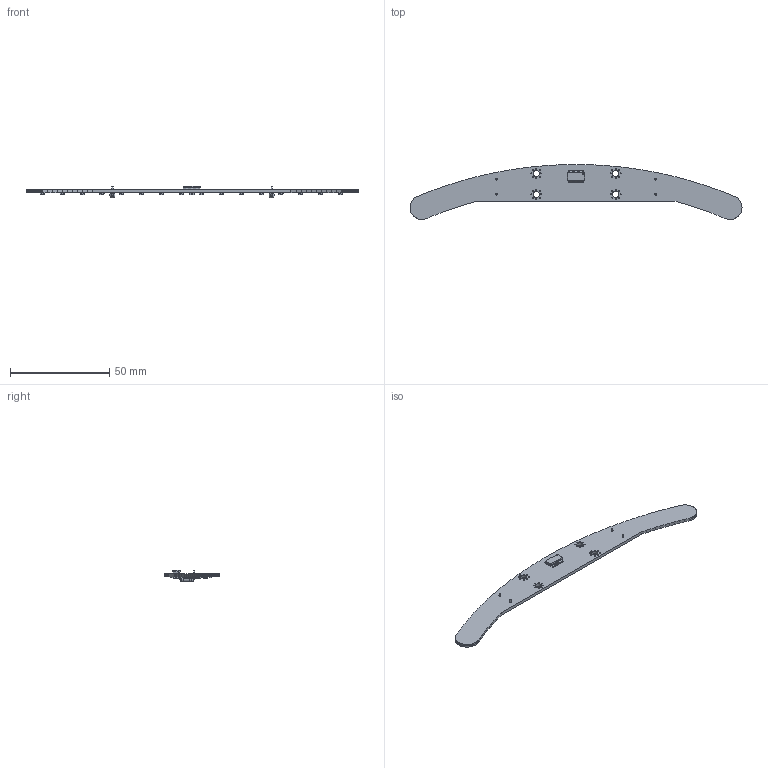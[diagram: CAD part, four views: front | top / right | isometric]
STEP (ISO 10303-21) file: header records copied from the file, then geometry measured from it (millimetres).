
FILE_DESCRIPTION(('KiCad electronic assembly'),'2;1');
FILE_NAME('SmSemProject-FrontBoard.step','2024-01-08T08:51:33',('Pcbnew' ),('Kicad'),'Open CASCADE STEP processor 7.6', 'KiCad to STEP converter','Unknown');
FILE_SCHEMA(('AUTOMOTIVE_DESIGN { 1 0 10303 214 1 1 1 1 }'));
Length unit declared in the file: millimetre
Products named in the file (12): SmSemProject-FrontBoard 1; MAX11643EEG+; COMPOUND; VCNT2020; SOLID; R_0603_1608Metric; C_0603_1608Metric; R_Axial_DIN0207_L6.3mm_D2.5mm_P7.62mm_Horizontal; PCB
Assembly tree (59 placements, depth 3):
  SmSemProject-FrontBoard 1
    MAX11643EEG+
      COMPOUND
    VCNT2020  x16
      SOLID
    R_0603_1608Metric  x32
      SOLID
    C_0603_1608Metric  x2
      SOLID
    R_Axial_DIN0207_L6.3mm_D2.5mm_P7.62mm_Horizontal  x2
      SOLID
    PCB
Bounding box: 166.93 x 27.62 x 5.95 mm (x, y, z)
Volume: 4056.5 mm3; surface area: 6268.8 mm2
Topology: 78 solids, 78 shells, 2347 faces, 6414 edges, 4268 vertices
Faces by surface type: plane 1544, cylinder 667, bspline 128, torus 8
Full cylindrical faces by diameter (mm): 0.487 x1, 0.5 x32, 0.6 x4, 0.8 x4, 2.25 x2, 2.5 x4, 3.2 x4
Entity records: 47415 total; most frequent: CARTESIAN_POINT 10925, DIRECTION 6575, LINE 4479, VECTOR 4479, ORIENTED_EDGE 3502, PCURVE 3502, DEFINITIONAL_REPRESENTATION 3502, EDGE_CURVE 1751
